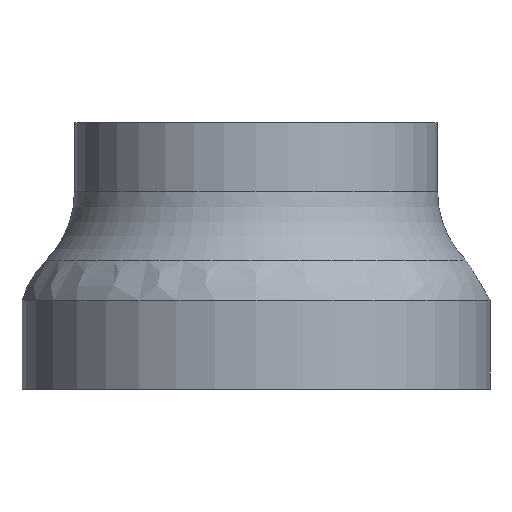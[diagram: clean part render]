
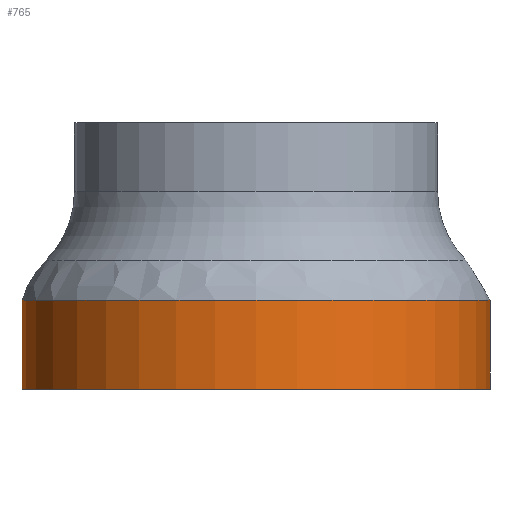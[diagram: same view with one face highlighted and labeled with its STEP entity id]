
A CAD part, front view. The second image highlights one B-rep face of the part: STEP entity #765.
In plain terms, the highlighted cylindrical face has radius 14.5 mm (diameter 29 mm), a full revolution.
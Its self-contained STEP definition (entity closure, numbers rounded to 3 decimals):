
#69=CYLINDRICAL_SURFACE('',#835,14.5);
#76=LINE('',#1210,#143);
#143=VECTOR('',#946,14.5);
#215=FACE_OUTER_BOUND('',#262,.T.);
#262=EDGE_LOOP('',(#550,#551,#552,#553,#554,#555));
#304=CIRCLE('',#819,14.5);
#309=CIRCLE('',#827,14.5);
#315=CIRCLE('',#836,14.5);
#316=CIRCLE('',#837,14.5);
#339=VERTEX_POINT('',#1169);
#341=VERTEX_POINT('',#1179);
#346=VERTEX_POINT('',#1195);
#351=VERTEX_POINT('',#1209);
#415=EDGE_CURVE('',#341,#339,#304,.T.);
#422=EDGE_CURVE('',#346,#346,#309,.T.);
#428=EDGE_CURVE('',#346,#351,#76,.T.);
#429=EDGE_CURVE('',#339,#351,#315,.T.);
#430=EDGE_CURVE('',#351,#341,#316,.T.);
#550=ORIENTED_EDGE('',*,*,#422,.F.);
#551=ORIENTED_EDGE('',*,*,#428,.T.);
#552=ORIENTED_EDGE('',*,*,#429,.F.);
#553=ORIENTED_EDGE('',*,*,#415,.F.);
#554=ORIENTED_EDGE('',*,*,#430,.F.);
#555=ORIENTED_EDGE('',*,*,#428,.F.);
#765=ADVANCED_FACE('',(#215),#69,.T.);
#819=AXIS2_PLACEMENT_3D('',#1181,#910,#911);
#827=AXIS2_PLACEMENT_3D('',#1196,#928,#929);
#835=AXIS2_PLACEMENT_3D('',#1208,#944,#945);
#836=AXIS2_PLACEMENT_3D('',#1211,#947,#948);
#837=AXIS2_PLACEMENT_3D('',#1212,#949,#950);
#910=DIRECTION('center_axis',(0.,0.,1.));
#911=DIRECTION('ref_axis',(-1.,0.,0.));
#928=DIRECTION('center_axis',(0.,0.,-1.));
#929=DIRECTION('ref_axis',(-1.,0.,0.));
#944=DIRECTION('center_axis',(0.,0.,-1.));
#945=DIRECTION('ref_axis',(-1.,0.,0.));
#946=DIRECTION('',(0.,0.,1.));
#947=DIRECTION('center_axis',(0.,0.,1.));
#948=DIRECTION('ref_axis',(-1.,0.,0.));
#949=DIRECTION('center_axis',(0.,0.,1.));
#950=DIRECTION('ref_axis',(-1.,0.,0.));
#1169=CARTESIAN_POINT('',(-14.5,0.,-10.));
#1179=CARTESIAN_POINT('',(-14.5,0.012,-10.));
#1181=CARTESIAN_POINT('Origin',(0.,0.,-10.));
#1195=CARTESIAN_POINT('',(14.5,0.,-15.5));
#1196=CARTESIAN_POINT('Origin',(0.,0.,-15.5));
#1208=CARTESIAN_POINT('Origin',(0.,0.,-10.));
#1209=CARTESIAN_POINT('',(14.5,0.,-10.));
#1210=CARTESIAN_POINT('',(14.5,0.,-10.));
#1211=CARTESIAN_POINT('Origin',(0.,0.,-10.));
#1212=CARTESIAN_POINT('Origin',(0.,0.,-10.));
